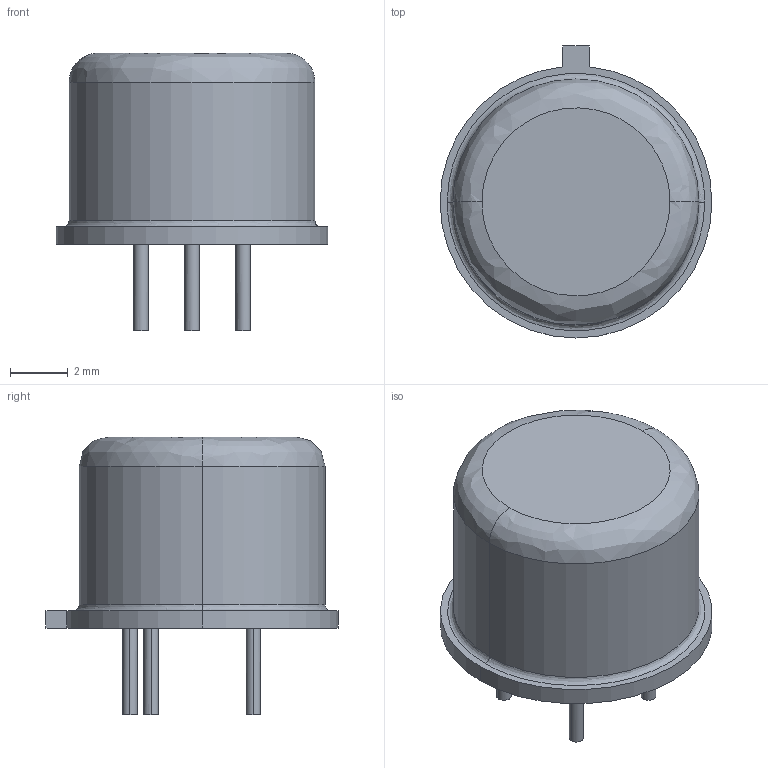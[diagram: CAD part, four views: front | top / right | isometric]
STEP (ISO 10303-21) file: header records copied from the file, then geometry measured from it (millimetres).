
FILE_DESCRIPTION (( 'STEP AP214' ), '1' );
FILE_NAME ('ÊÒ-2(ñ ìàðêîé 3îò110).STEP', '2015-04-22T14:00:29', ( '' ), ( '' ), 'SwSTEP 2.0', 'SolidWorks 2014', '' );
FILE_SCHEMA (( 'AUTOMOTIVE_DESIGN' ));
Length unit declared in the file: millimetre
Products named in the file (1): ÊÒ-2(ñ ìàðêîé 3îò110)
Bounding box: 9.4 x 10.1 x 9.6 mm (x, y, z)
Volume: 363.8 mm3; surface area: 332.4 mm2
Topology: 1 solids, 1 shells, 32 faces, 68 edges, 43 vertices
Faces by surface type: cylinder 15, plane 11, bspline 6
Entity records: 1484 total; most frequent: CARTESIAN_POINT 448, ORIENTED_EDGE 132, DIRECTION 130, EDGE_CURVE 66, AXIS2_PLACEMENT_3D 53, VERTEX_POINT 43, EDGE_LOOP 39, UNCERTAINTY_MEASURE_WITH_UNIT 35
